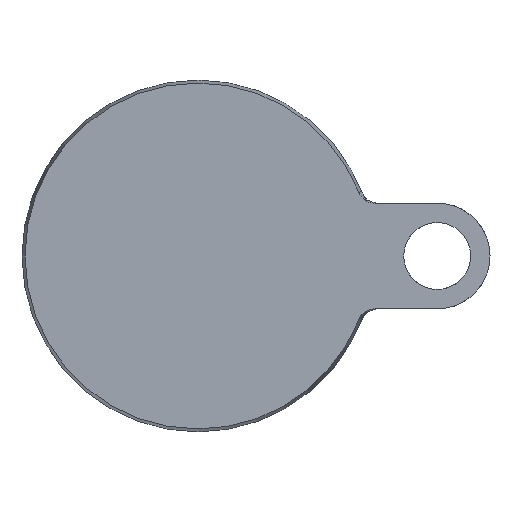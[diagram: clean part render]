
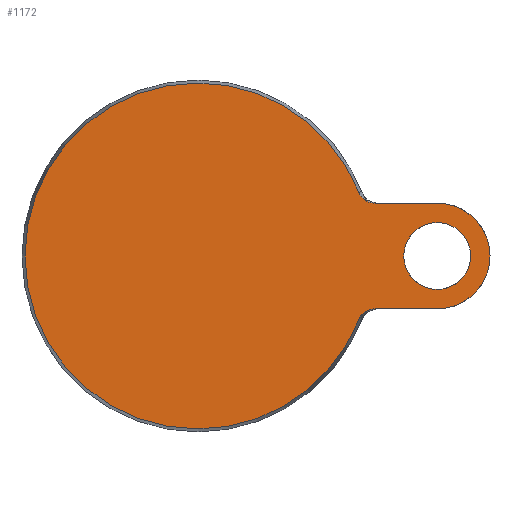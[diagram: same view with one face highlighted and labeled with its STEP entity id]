
A CAD part, front view. The second image highlights one B-rep face of the part: STEP entity #1172.
In plain terms, the highlighted planar face has unit normal (0, -1, 0).
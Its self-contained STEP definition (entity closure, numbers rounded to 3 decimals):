
#1 = VERTEX_POINT ( 'NONE', #1287 ) ;
#2 = EDGE_CURVE ( 'NONE', #336, #759, #364, .T. ) ;
#20 = AXIS2_PLACEMENT_3D ( 'NONE', #553, #675, #231 ) ;
#45 = VECTOR ( 'NONE', #875, 1000. ) ;
#69 = EDGE_CURVE ( 'NONE', #971, #1060, #422, .T. ) ;
#84 = CARTESIAN_POINT ( 'NONE',  ( 50.366, 0., -15. ) ) ;
#105 = CARTESIAN_POINT ( 'NONE',  ( 45.848, 0., 17.699 ) ) ;
#113 = CIRCLE ( 'NONE', #959, 49.143 ) ;
#114 = VERTEX_POINT ( 'NONE', #1358 ) ;
#115 = DIRECTION ( 'NONE',  ( 0., 0., 1. ) ) ;
#139 = DIRECTION ( 'NONE',  ( 0., 0., 1. ) ) ;
#194 = CARTESIAN_POINT ( 'NONE',  ( 49.86, 0., 15. ) ) ;
#199 = CARTESIAN_POINT ( 'NONE',  ( 45.66, 0., -18.169 ) ) ;
#209 = CARTESIAN_POINT ( 'NONE',  ( 0., 0., 0. ) ) ;
#214 = CARTESIAN_POINT ( 'NONE',  ( 50.366, 0., 15. ) ) ;
#216 = CARTESIAN_POINT ( 'NONE',  ( -49.143, 0., 0. ) ) ;
#227 = CIRCLE ( 'NONE', #508, 15. ) ;
#231 = DIRECTION ( 'NONE',  ( 0., 0., -1. ) ) ;
#251 = DIRECTION ( 'NONE',  ( 0., 1., 0. ) ) ;
#254 = EDGE_CURVE ( 'NONE', #1140, #1, #1342, .T. ) ;
#264 = DIRECTION ( 'NONE',  ( 0., 1., 0. ) ) ;
#293 = DIRECTION ( 'NONE',  ( 0., 1., 0. ) ) ;
#295 = ORIENTED_EDGE ( 'NONE', *, *, #499, .T. ) ;
#297 = CARTESIAN_POINT ( 'NONE',  ( 50.113, 0., -15. ) ) ;
#303 = CARTESIAN_POINT ( 'NONE',  ( 46.749, 0., -16.497 ) ) ;
#306 = B_SPLINE_CURVE_WITH_KNOTS ( 'NONE', 3,
 ( #199, #722, #511, #951, #303, #729, #1259, #1373, #1379, #411, #1270, #847, #948, #1149, #297, #84 ),
 .UNSPECIFIED., .F., .F.,
 ( 4, 2, 2, 2, 2, 2, 2, 4 ),
 ( 0., 0.001, 0.002, 0.003, 0.004, 0.004, 0.005, 0.006 ),
 .UNSPECIFIED. ) ;
#336 = VERTEX_POINT ( 'NONE', #805 ) ;
#355 = CARTESIAN_POINT ( 'NONE',  ( 0., 0., 0. ) ) ;
#356 = LINE ( 'NONE', #1200, #45 ) ;
#364 = CIRCLE ( 'NONE', #909, 9.5 ) ;
#374 = AXIS2_PLACEMENT_3D ( 'NONE', #355, #988, #446 ) ;
#377 = EDGE_CURVE ( 'NONE', #1060, #1219, #227, .T. ) ;
#397 = CIRCLE ( 'NONE', #919, 9.5 ) ;
#405 = DIRECTION ( 'NONE',  ( 0., 0., 1. ) ) ;
#407 = CARTESIAN_POINT ( 'NONE',  ( 46.751, 0., 16.495 ) ) ;
#411 = CARTESIAN_POINT ( 'NONE',  ( 48.405, 0., -15.385 ) ) ;
#422 = LINE ( 'NONE', #1027, #1196 ) ;
#446 = DIRECTION ( 'NONE',  ( 0., 0., -1. ) ) ;
#460 = ORIENTED_EDGE ( 'NONE', *, *, #588, .F. ) ;
#474 = CARTESIAN_POINT ( 'NONE',  ( 50.366, 0., 15. ) ) ;
#499 = EDGE_CURVE ( 'NONE', #1021, #114, #306, .T. ) ;
#505 = CIRCLE ( 'NONE', #20, 49.143 ) ;
#508 = AXIS2_PLACEMENT_3D ( 'NONE', #816, #264, #1236 ) ;
#511 = CARTESIAN_POINT ( 'NONE',  ( 46.1, 0., -17.269 ) ) ;
#519 = CARTESIAN_POINT ( 'NONE',  ( 46.58, 0., 16.677 ) ) ;
#522 = FACE_OUTER_BOUND ( 'NONE', #773, .T. ) ;
#553 = CARTESIAN_POINT ( 'NONE',  ( 0., 0., 0. ) ) ;
#588 = EDGE_CURVE ( 'NONE', #1219, #114, #356, .T. ) ;
#602 = ORIENTED_EDGE ( 'NONE', *, *, #377, .F. ) ;
#612 = CARTESIAN_POINT ( 'NONE',  ( 45.66, 0., 18.169 ) ) ;
#615 = DIRECTION ( 'NONE',  ( 0., 0., -1. ) ) ;
#620 = CARTESIAN_POINT ( 'NONE',  ( 48.407, 0., 15.384 ) ) ;
#627 = CARTESIAN_POINT ( 'NONE',  ( 48.644, 0., 15.292 ) ) ;
#630 = DIRECTION ( 'NONE',  ( 0., -1., 0. ) ) ;
#633 = CARTESIAN_POINT ( 'NONE',  ( 46.108, 0., 17.258 ) ) ;
#675 = DIRECTION ( 'NONE',  ( 0., -1., 0. ) ) ;
#683 = CARTESIAN_POINT ( 'NONE',  ( 45.66, 0., -18.169 ) ) ;
#711 = EDGE_CURVE ( 'NONE', #971, #1140, #1262, .T. ) ;
#720 = ORIENTED_EDGE ( 'NONE', *, *, #1150, .T. ) ;
#722 = CARTESIAN_POINT ( 'NONE',  ( 45.848, 0., -17.699 ) ) ;
#729 = CARTESIAN_POINT ( 'NONE',  ( 47.118, 0., -16.16 ) ) ;
#730 = CARTESIAN_POINT ( 'NONE',  ( 47.738, 0., 15.721 ) ) ;
#734 = CARTESIAN_POINT ( 'NONE',  ( 45.66, 0., 18.169 ) ) ;
#738 = CARTESIAN_POINT ( 'NONE',  ( 47.122, 0., 16.157 ) ) ;
#744 = FACE_BOUND ( 'NONE', #1331, .T. ) ;
#749 = CARTESIAN_POINT ( 'NONE',  ( 49.366, 0., 15.074 ) ) ;
#755 = DIRECTION ( 'NONE',  ( 1., 0., 0. ) ) ;
#759 = VERTEX_POINT ( 'NONE', #883 ) ;
#773 = EDGE_LOOP ( 'NONE', ( #911, #821, #869, #1133, #893, #295, #460, #602 ) ) ;
#805 = CARTESIAN_POINT ( 'NONE',  ( 68., 0., 9.5 ) ) ;
#816 = CARTESIAN_POINT ( 'NONE',  ( 68., 0., 0. ) ) ;
#821 = ORIENTED_EDGE ( 'NONE', *, *, #711, .T. ) ;
#843 = CARTESIAN_POINT ( 'NONE',  ( 68., 0., 0. ) ) ;
#847 = CARTESIAN_POINT ( 'NONE',  ( 49.116, 0., -15.149 ) ) ;
#856 = CARTESIAN_POINT ( 'NONE',  ( 47.955, 0., 15.598 ) ) ;
#869 = ORIENTED_EDGE ( 'NONE', *, *, #254, .T. ) ;
#875 = DIRECTION ( 'NONE',  ( -1., 0., 0. ) ) ;
#883 = CARTESIAN_POINT ( 'NONE',  ( 68., 0., -9.5 ) ) ;
#893 = ORIENTED_EDGE ( 'NONE', *, *, #1122, .T. ) ;
#909 = AXIS2_PLACEMENT_3D ( 'NONE', #1146, #293, #115 ) ;
#911 = ORIENTED_EDGE ( 'NONE', *, *, #69, .F. ) ;
#914 = CARTESIAN_POINT ( 'NONE',  ( 0., 0., -49.143 ) ) ;
#919 = AXIS2_PLACEMENT_3D ( 'NONE', #843, #1280, #405 ) ;
#948 = CARTESIAN_POINT ( 'NONE',  ( 49.363, 0., -15.093 ) ) ;
#951 = CARTESIAN_POINT ( 'NONE',  ( 46.575, 0., -16.681 ) ) ;
#959 = AXIS2_PLACEMENT_3D ( 'NONE', #209, #630, #615 ) ;
#971 = VERTEX_POINT ( 'NONE', #474 ) ;
#988 = DIRECTION ( 'NONE',  ( 0., -1., 0. ) ) ;
#990 = VERTEX_POINT ( 'NONE', #914 ) ;
#1021 = VERTEX_POINT ( 'NONE', #683 ) ;
#1027 = CARTESIAN_POINT ( 'NONE',  ( 15., 0., 15. ) ) ;
#1060 = VERTEX_POINT ( 'NONE', #1167 ) ;
#1093 = ORIENTED_EDGE ( 'NONE', *, *, #2, .T. ) ;
#1122 = EDGE_CURVE ( 'NONE', #990, #1021, #113, .T. ) ;
#1133 = ORIENTED_EDGE ( 'NONE', *, *, #1187, .T. ) ;
#1140 = VERTEX_POINT ( 'NONE', #734 ) ;
#1146 = CARTESIAN_POINT ( 'NONE',  ( 68., 0., 0. ) ) ;
#1149 = CARTESIAN_POINT ( 'NONE',  ( 49.862, 0., -15.019 ) ) ;
#1150 = EDGE_CURVE ( 'NONE', #759, #336, #397, .T. ) ;
#1167 = CARTESIAN_POINT ( 'NONE',  ( 68., 0., 15. ) ) ;
#1171 = PLANE ( 'NONE',  #1365 ) ;
#1172 = ADVANCED_FACE ( 'NONE', ( #522, #744 ), #1171, .F. ) ;
#1187 = EDGE_CURVE ( 'NONE', #1, #990, #505, .T. ) ;
#1189 = CARTESIAN_POINT ( 'NONE',  ( 68., 0., -15. ) ) ;
#1196 = VECTOR ( 'NONE', #755, 1000. ) ;
#1200 = CARTESIAN_POINT ( 'NONE',  ( 15., 0., -15. ) ) ;
#1219 = VERTEX_POINT ( 'NONE', #1189 ) ;
#1236 = DIRECTION ( 'NONE',  ( 0., 0., -1. ) ) ;
#1259 = CARTESIAN_POINT ( 'NONE',  ( 47.314, 0., -16.005 ) ) ;
#1262 = B_SPLINE_CURVE_WITH_KNOTS ( 'NONE', 3,
 ( #214, #194, #749, #627, #620, #856, #730, #1375, #738, #407, #519, #633, #105, #612 ),
 .UNSPECIFIED., .F., .F.,
 ( 4, 2, 2, 2, 2, 2, 4 ),
 ( 0., 0.001, 0.002, 0.003, 0.004, 0.004, 0.006 ),
 .UNSPECIFIED. ) ;
#1270 = CARTESIAN_POINT ( 'NONE',  ( 48.637, 0., -15.295 ) ) ;
#1280 = DIRECTION ( 'NONE',  ( 0., 1., 0. ) ) ;
#1287 = CARTESIAN_POINT ( 'NONE',  ( 0., 0., 49.143 ) ) ;
#1331 = EDGE_LOOP ( 'NONE', ( #720, #1093 ) ) ;
#1342 = CIRCLE ( 'NONE', #374, 49.143 ) ;
#1358 = CARTESIAN_POINT ( 'NONE',  ( 50.366, 0., -15. ) ) ;
#1365 = AXIS2_PLACEMENT_3D ( 'NONE', #216, #251, #139 ) ;
#1373 = CARTESIAN_POINT ( 'NONE',  ( 47.73, 0., -15.726 ) ) ;
#1375 = CARTESIAN_POINT ( 'NONE',  ( 47.322, 0., 16. ) ) ;
#1379 = CARTESIAN_POINT ( 'NONE',  ( 47.952, 0., -15.6 ) ) ;
